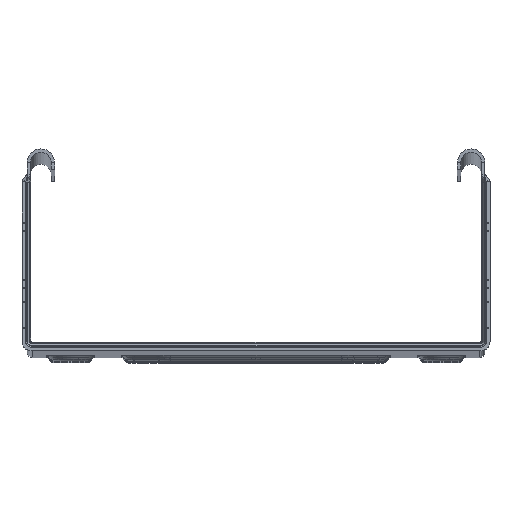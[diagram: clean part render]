
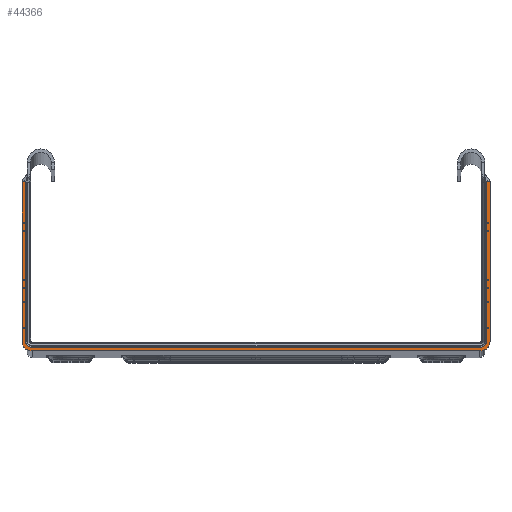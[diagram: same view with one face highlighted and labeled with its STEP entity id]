
A CAD part, top view. The second image highlights one B-rep face of the part: STEP entity #44366.
In plain terms, the highlighted planar face has unit normal (0, 0, 1).
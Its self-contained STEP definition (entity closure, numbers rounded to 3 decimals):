
#708 = EDGE_CURVE ( 'NONE', #31224, #16759, #3572, .T. ) ;
#2081 = DIRECTION ( 'NONE',  ( 0., -1., 0. ) ) ;
#2250 = LINE ( 'NONE', #39443, #47462 ) ;
#3202 = EDGE_CURVE ( 'NONE', #49841, #31224, #2250, .T. ) ;
#3296 = CARTESIAN_POINT ( 'NONE',  ( -98.25, 1.75, 3050. ) ) ;
#3572 = CIRCLE ( 'NONE', #5332, 4. ) ;
#3675 = VECTOR ( 'NONE', #2081, 1000. ) ;
#4511 = EDGE_CURVE ( 'NONE', #30839, #27980, #18257, .T. ) ;
#5195 = VERTEX_POINT ( 'NONE', #48393 ) ;
#5332 = AXIS2_PLACEMENT_3D ( 'NONE', #48162, #18374, #26831 ) ;
#5751 = EDGE_LOOP ( 'NONE', ( #7388, #33083, #8762, #40398, #21028, #41979, #17280, #23851, #18847, #44127, #32271, #41293 ) ) ;
#6253 = CARTESIAN_POINT ( 'NONE',  ( 98.25, 1.75, 3050. ) ) ;
#7388 = ORIENTED_EDGE ( 'NONE', *, *, #3202, .T. ) ;
#7587 = EDGE_CURVE ( 'NONE', #49841, #44821, #43518, .T. ) ;
#7740 = AXIS2_PLACEMENT_3D ( 'NONE', #11165, #19911, #48344 ) ;
#8344 = VECTOR ( 'NONE', #42863, 1000. ) ;
#8460 = PLANE ( 'NONE',  #42083 ) ;
#8762 = ORIENTED_EDGE ( 'NONE', *, *, #39867, .T. ) ;
#11126 = EDGE_CURVE ( 'NONE', #21218, #31435, #11629, .T. ) ;
#11165 = CARTESIAN_POINT ( 'NONE',  ( 98.25, 1.75, 3050. ) ) ;
#11244 = CIRCLE ( 'NONE', #34787, 2.5 ) ;
#11251 = DIRECTION ( 'NONE',  ( 0., 0., 1. ) ) ;
#11528 = CIRCLE ( 'NONE', #17656, 2.5 ) ;
#11629 = LINE ( 'NONE', #48244, #14013 ) ;
#11778 = DIRECTION ( 'NONE',  ( 0., 1., 0. ) ) ;
#12574 = LINE ( 'NONE', #24864, #49011 ) ;
#13308 = DIRECTION ( 'NONE',  ( -1., 0., 0. ) ) ;
#13411 = LINE ( 'NONE', #30064, #16384 ) ;
#14013 = VECTOR ( 'NONE', #53180, 1000. ) ;
#14766 = VERTEX_POINT ( 'NONE', #22934 ) ;
#16384 = VECTOR ( 'NONE', #41306, 1000. ) ;
#16759 = VERTEX_POINT ( 'NONE', #52760 ) ;
#17280 = ORIENTED_EDGE ( 'NONE', *, *, #4511, .F. ) ;
#17656 = AXIS2_PLACEMENT_3D ( 'NONE', #3296, #11251, #48423 ) ;
#18257 = LINE ( 'NONE', #34910, #8344 ) ;
#18374 = DIRECTION ( 'NONE',  ( 0., 0., 1. ) ) ;
#18501 = CARTESIAN_POINT ( 'NONE',  ( -100.75, 1.75, 3050. ) ) ;
#18847 = ORIENTED_EDGE ( 'NONE', *, *, #11126, .F. ) ;
#19198 = CARTESIAN_POINT ( 'NONE',  ( -100.75, 71.5, 3050. ) ) ;
#19911 = DIRECTION ( 'NONE',  ( 0., 0., 1. ) ) ;
#21028 = ORIENTED_EDGE ( 'NONE', *, *, #35036, .T. ) ;
#21071 = VERTEX_POINT ( 'NONE', #43978 ) ;
#21218 = VERTEX_POINT ( 'NONE', #47530 ) ;
#22122 = DIRECTION ( 'NONE',  ( -1., 0., 0. ) ) ;
#22934 = CARTESIAN_POINT ( 'NONE',  ( 102.25, 71.5, 3050. ) ) ;
#23851 = ORIENTED_EDGE ( 'NONE', *, *, #50718, .F. ) ;
#24790 = CARTESIAN_POINT ( 'NONE',  ( 100.75, 71.5, 3050. ) ) ;
#24864 = CARTESIAN_POINT ( 'NONE',  ( 102.25, 1.75, 3050. ) ) ;
#26831 = DIRECTION ( 'NONE',  ( 1., 0., 0. ) ) ;
#26974 = DIRECTION ( 'NONE',  ( 0., 0., -1. ) ) ;
#27146 = EDGE_CURVE ( 'NONE', #44821, #21071, #39541, .T. ) ;
#27980 = VERTEX_POINT ( 'NONE', #37802 ) ;
#28250 = EDGE_CURVE ( 'NONE', #21071, #21218, #11528, .T. ) ;
#30064 = CARTESIAN_POINT ( 'NONE',  ( -98.25, -2.25, 3050. ) ) ;
#30839 = VERTEX_POINT ( 'NONE', #33819 ) ;
#31224 = VERTEX_POINT ( 'NONE', #52652 ) ;
#31435 = VERTEX_POINT ( 'NONE', #37297 ) ;
#32271 = ORIENTED_EDGE ( 'NONE', *, *, #27146, .F. ) ;
#33083 = ORIENTED_EDGE ( 'NONE', *, *, #708, .T. ) ;
#33532 = LINE ( 'NONE', #24790, #48198 ) ;
#33819 = CARTESIAN_POINT ( 'NONE',  ( 100.75, 1.75, 3050. ) ) ;
#34787 = AXIS2_PLACEMENT_3D ( 'NONE', #6253, #39048, #22122 ) ;
#34910 = CARTESIAN_POINT ( 'NONE',  ( 100.75, 1.75, 3050. ) ) ;
#35036 = EDGE_CURVE ( 'NONE', #53581, #14766, #12574, .T. ) ;
#36059 = VECTOR ( 'NONE', #42567, 1000. ) ;
#37297 = CARTESIAN_POINT ( 'NONE',  ( 98.25, -0.75, 3050. ) ) ;
#37802 = CARTESIAN_POINT ( 'NONE',  ( 100.75, 71.5, 3050. ) ) ;
#38276 = CARTESIAN_POINT ( 'NONE',  ( 102.25, 1.75, 3050. ) ) ;
#39048 = DIRECTION ( 'NONE',  ( 0., 0., 1. ) ) ;
#39443 = CARTESIAN_POINT ( 'NONE',  ( -102.25, 1.75, 3050. ) ) ;
#39541 = LINE ( 'NONE', #18501, #3675 ) ;
#39867 = EDGE_CURVE ( 'NONE', #16759, #5195, #13411, .T. ) ;
#40398 = ORIENTED_EDGE ( 'NONE', *, *, #50920, .T. ) ;
#41293 = ORIENTED_EDGE ( 'NONE', *, *, #7587, .F. ) ;
#41306 = DIRECTION ( 'NONE',  ( 1., 0., 0. ) ) ;
#41797 = CARTESIAN_POINT ( 'NONE',  ( -100.75, 1.75, 3050. ) ) ;
#41979 = ORIENTED_EDGE ( 'NONE', *, *, #44750, .T. ) ;
#42083 = AXIS2_PLACEMENT_3D ( 'NONE', #41797, #26974, #51622 ) ;
#42567 = DIRECTION ( 'NONE',  ( 1., 0., 0. ) ) ;
#42863 = DIRECTION ( 'NONE',  ( 0., 1., 0. ) ) ;
#43518 = LINE ( 'NONE', #19198, #36059 ) ;
#43594 = CARTESIAN_POINT ( 'NONE',  ( -100.75, 71.5, 3050. ) ) ;
#43978 = CARTESIAN_POINT ( 'NONE',  ( -100.75, 1.75, 3050. ) ) ;
#44127 = ORIENTED_EDGE ( 'NONE', *, *, #28250, .F. ) ;
#44366 = ADVANCED_FACE ( 'NONE', ( #45913 ), #8460, .F. ) ;
#44713 = CARTESIAN_POINT ( 'NONE',  ( -102.25, 71.5, 3050. ) ) ;
#44750 = EDGE_CURVE ( 'NONE', #14766, #27980, #33532, .T. ) ;
#44821 = VERTEX_POINT ( 'NONE', #43594 ) ;
#45913 = FACE_OUTER_BOUND ( 'NONE', #5751, .T. ) ;
#47462 = VECTOR ( 'NONE', #48727, 1000. ) ;
#47530 = CARTESIAN_POINT ( 'NONE',  ( -98.25, -0.75, 3050. ) ) ;
#48162 = CARTESIAN_POINT ( 'NONE',  ( -98.25, 1.75, 3050. ) ) ;
#48198 = VECTOR ( 'NONE', #13308, 1000. ) ;
#48244 = CARTESIAN_POINT ( 'NONE',  ( -98.25, -0.75, 3050. ) ) ;
#48344 = DIRECTION ( 'NONE',  ( 1., 0., 0. ) ) ;
#48393 = CARTESIAN_POINT ( 'NONE',  ( 98.25, -2.25, 3050. ) ) ;
#48423 = DIRECTION ( 'NONE',  ( 1., 0., 0. ) ) ;
#48727 = DIRECTION ( 'NONE',  ( 0., -1., 0. ) ) ;
#49011 = VECTOR ( 'NONE', #11778, 1000. ) ;
#49646 = CIRCLE ( 'NONE', #7740, 4. ) ;
#49841 = VERTEX_POINT ( 'NONE', #44713 ) ;
#50718 = EDGE_CURVE ( 'NONE', #31435, #30839, #11244, .T. ) ;
#50920 = EDGE_CURVE ( 'NONE', #5195, #53581, #49646, .T. ) ;
#51622 = DIRECTION ( 'NONE',  ( 0., -1., 0. ) ) ;
#52652 = CARTESIAN_POINT ( 'NONE',  ( -102.25, 1.75, 3050. ) ) ;
#52760 = CARTESIAN_POINT ( 'NONE',  ( -98.25, -2.25, 3050. ) ) ;
#53180 = DIRECTION ( 'NONE',  ( 1., 0., 0. ) ) ;
#53581 = VERTEX_POINT ( 'NONE', #38276 ) ;
